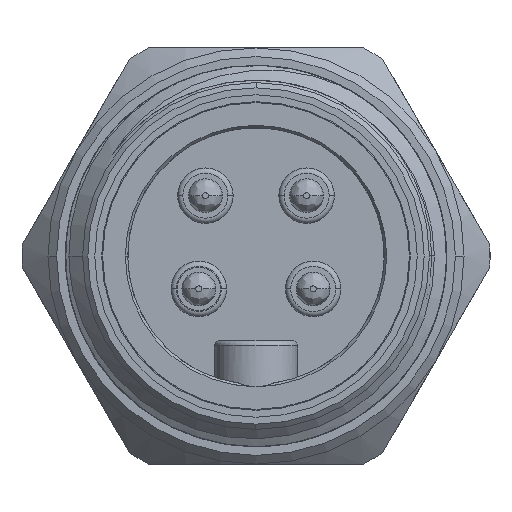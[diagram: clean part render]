
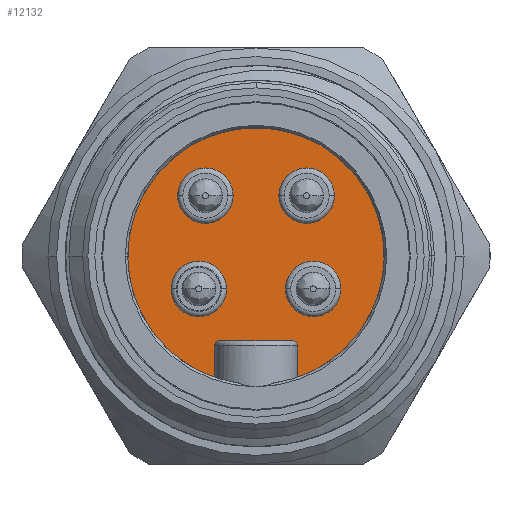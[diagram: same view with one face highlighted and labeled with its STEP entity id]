
A CAD part, front view. The second image highlights one B-rep face of the part: STEP entity #12132.
In plain terms, the highlighted planar face has unit normal (0, -1, 0).
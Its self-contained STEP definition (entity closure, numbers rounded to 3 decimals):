
#122=DIRECTION('',(0.,0.,1.));
#123=VECTOR('',#122,1.81);
#124=CARTESIAN_POINT('',(-2.4,-2.8,-7.));
#125=LINE('',#124,#123);
#126=CARTESIAN_POINT('',(-2.1,-2.8,-5.19));
#127=DIRECTION('',(0.,1.,0.));
#128=DIRECTION('',(-1.,0.,0.));
#129=AXIS2_PLACEMENT_3D('',#126,#127,#128);
#144=DIRECTION('',(1.,0.,0.));
#145=VECTOR('',#144,4.2);
#146=CARTESIAN_POINT('',(-2.1,-2.8,-4.89));
#147=LINE('',#146,#145);
#153=CARTESIAN_POINT('',(2.1,-2.8,-5.19));
#154=DIRECTION('',(0.,1.,0.));
#155=DIRECTION('',(0.,0.,1.));
#156=AXIS2_PLACEMENT_3D('',#153,#154,#155);
#162=DIRECTION('',(0.,0.,-1.));
#163=VECTOR('',#162,1.81);
#164=CARTESIAN_POINT('',(2.4,-2.8,-5.19));
#165=LINE('',#164,#163);
#166=CARTESIAN_POINT('',(0.,-2.8,0.));
#167=DIRECTION('',(0.,1.,0.));
#168=DIRECTION('',(-0.324,0.,-0.946));
#169=AXIS2_PLACEMENT_3D('',#166,#167,#168);
#171=CARTESIAN_POINT('',(-2.92,-2.8,3.48));
#172=DIRECTION('',(0.,-1.,0.));
#173=DIRECTION('',(1.,0.,0.));
#174=AXIS2_PLACEMENT_3D('',#171,#172,#173);
#176=CARTESIAN_POINT('',(-2.92,-2.8,3.48));
#177=DIRECTION('',(0.,-1.,0.));
#178=DIRECTION('',(-1.,0.,0.));
#179=AXIS2_PLACEMENT_3D('',#176,#177,#178);
#181=CARTESIAN_POINT('',(2.92,-2.8,3.48));
#182=DIRECTION('',(0.,-1.,0.));
#183=DIRECTION('',(1.,0.,0.));
#184=AXIS2_PLACEMENT_3D('',#181,#182,#183);
#186=CARTESIAN_POINT('',(2.92,-2.8,3.48));
#187=DIRECTION('',(0.,-1.,0.));
#188=DIRECTION('',(-1.,0.,0.));
#189=AXIS2_PLACEMENT_3D('',#186,#187,#188);
#191=CARTESIAN_POINT('',(-3.3,-2.8,-1.9));
#192=DIRECTION('',(0.,-1.,0.));
#193=DIRECTION('',(1.,0.,0.));
#194=AXIS2_PLACEMENT_3D('',#191,#192,#193);
#196=CARTESIAN_POINT('',(-3.3,-2.8,-1.9));
#197=DIRECTION('',(0.,-1.,0.));
#198=DIRECTION('',(-1.,0.,0.));
#199=AXIS2_PLACEMENT_3D('',#196,#197,#198);
#201=CARTESIAN_POINT('',(3.3,-2.8,-1.9));
#202=DIRECTION('',(0.,-1.,0.));
#203=DIRECTION('',(1.,0.,0.));
#204=AXIS2_PLACEMENT_3D('',#201,#202,#203);
#206=CARTESIAN_POINT('',(3.3,-2.8,-1.9));
#207=DIRECTION('',(0.,-1.,0.));
#208=DIRECTION('',(-1.,0.,0.));
#209=AXIS2_PLACEMENT_3D('',#206,#207,#208);
#10043=CARTESIAN_POINT('',(-2.4,-2.8,-7.));
#10044=VERTEX_POINT('',#10043);
#10045=CARTESIAN_POINT('',(2.4,-2.8,-7.));
#10046=VERTEX_POINT('',#10045);
#10047=CARTESIAN_POINT('',(-1.32,-2.8,3.48));
#10048=CARTESIAN_POINT('',(-4.52,-2.8,3.48));
#10049=VERTEX_POINT('',#10047);
#10050=VERTEX_POINT('',#10048);
#10051=CARTESIAN_POINT('',(4.52,-2.8,3.48));
#10052=CARTESIAN_POINT('',(1.32,-2.8,3.48));
#10053=VERTEX_POINT('',#10051);
#10054=VERTEX_POINT('',#10052);
#10055=CARTESIAN_POINT('',(-1.7,-2.8,-1.9));
#10056=CARTESIAN_POINT('',(-4.9,-2.8,-1.9));
#10057=VERTEX_POINT('',#10055);
#10058=VERTEX_POINT('',#10056);
#10084=CARTESIAN_POINT('',(2.4,-2.8,-5.19));
#10086=VERTEX_POINT('',#10084);
#10088=CARTESIAN_POINT('',(2.1,-2.8,-4.89));
#10090=VERTEX_POINT('',#10088);
#10095=CARTESIAN_POINT('',(-2.1,-2.8,-4.89));
#10096=VERTEX_POINT('',#10095);
#10097=CARTESIAN_POINT('',(-2.4,-2.8,-5.19));
#10098=VERTEX_POINT('',#10097);
#10099=CARTESIAN_POINT('',(4.9,-2.8,-1.9));
#10100=CARTESIAN_POINT('',(1.7,-2.8,-1.9));
#10101=VERTEX_POINT('',#10099);
#10102=VERTEX_POINT('',#10100);
#12094=CARTESIAN_POINT('',(-3.7,-2.8,0.));
#12095=DIRECTION('',(0.,-1.,0.));
#12096=DIRECTION('',(0.,0.,-1.));
#12097=AXIS2_PLACEMENT_3D('',#12094,#12095,#12096);
#12098=PLANE('',#12097);
#12099=ORIENTED_EDGE('',*,*,#12085,.F.);
#12100=ORIENTED_EDGE('',*,*,#12074,.F.);
#12101=ORIENTED_EDGE('',*,*,#12059,.F.);
#12102=ORIENTED_EDGE('',*,*,#12044,.F.);
#12103=ORIENTED_EDGE('',*,*,#12029,.F.);
#12105=ORIENTED_EDGE('',*,*,#12104,.T.);
#12106=EDGE_LOOP('',(#12099,#12100,#12101,#12102,#12103,#12105));
#12107=FACE_OUTER_BOUND('',#12106,.F.);
#12109=ORIENTED_EDGE('',*,*,#12108,.T.);
#12111=ORIENTED_EDGE('',*,*,#12110,.T.);
#12112=EDGE_LOOP('',(#12109,#12111));
#12113=FACE_BOUND('',#12112,.F.);
#12115=ORIENTED_EDGE('',*,*,#12114,.T.);
#12117=ORIENTED_EDGE('',*,*,#12116,.T.);
#12118=EDGE_LOOP('',(#12115,#12117));
#12119=FACE_BOUND('',#12118,.F.);
#12121=ORIENTED_EDGE('',*,*,#12120,.T.);
#12123=ORIENTED_EDGE('',*,*,#12122,.T.);
#12124=EDGE_LOOP('',(#12121,#12123));
#12125=FACE_BOUND('',#12124,.F.);
#12127=ORIENTED_EDGE('',*,*,#12126,.T.);
#12129=ORIENTED_EDGE('',*,*,#12128,.T.);
#12130=EDGE_LOOP('',(#12127,#12129));
#12131=FACE_BOUND('',#12130,.F.);
#130=CIRCLE('',#129,0.3);
#157=CIRCLE('',#156,0.3);
#170=CIRCLE('',#169,7.4);
#175=CIRCLE('',#174,1.6);
#180=CIRCLE('',#179,1.6);
#185=CIRCLE('',#184,1.6);
#190=CIRCLE('',#189,1.6);
#195=CIRCLE('',#194,1.6);
#200=CIRCLE('',#199,1.6);
#205=CIRCLE('',#204,1.6);
#210=CIRCLE('',#209,1.6);
#12029=EDGE_CURVE('',#10044,#10098,#125,.T.);
#12044=EDGE_CURVE('',#10098,#10096,#130,.T.);
#12059=EDGE_CURVE('',#10096,#10090,#147,.T.);
#12074=EDGE_CURVE('',#10090,#10086,#157,.T.);
#12085=EDGE_CURVE('',#10086,#10046,#165,.T.);
#12104=EDGE_CURVE('',#10044,#10046,#170,.T.);
#12108=EDGE_CURVE('',#10049,#10050,#175,.T.);
#12110=EDGE_CURVE('',#10050,#10049,#180,.T.);
#12114=EDGE_CURVE('',#10053,#10054,#185,.T.);
#12116=EDGE_CURVE('',#10054,#10053,#190,.T.);
#12120=EDGE_CURVE('',#10057,#10058,#195,.T.);
#12122=EDGE_CURVE('',#10058,#10057,#200,.T.);
#12126=EDGE_CURVE('',#10101,#10102,#205,.T.);
#12128=EDGE_CURVE('',#10102,#10101,#210,.T.);
#12132=ADVANCED_FACE('',(#12107,#12113,#12119,#12125,#12131),#12098,.T.);
